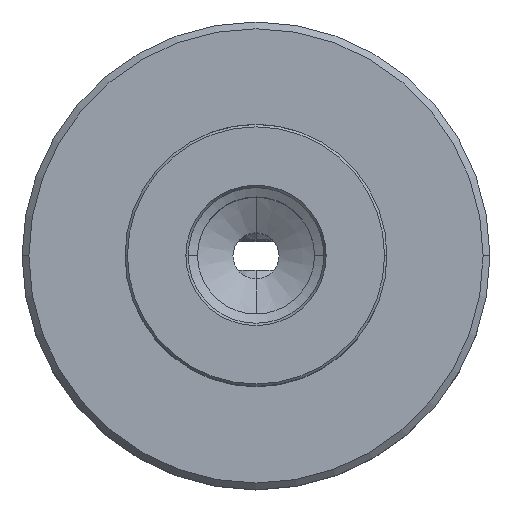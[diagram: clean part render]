
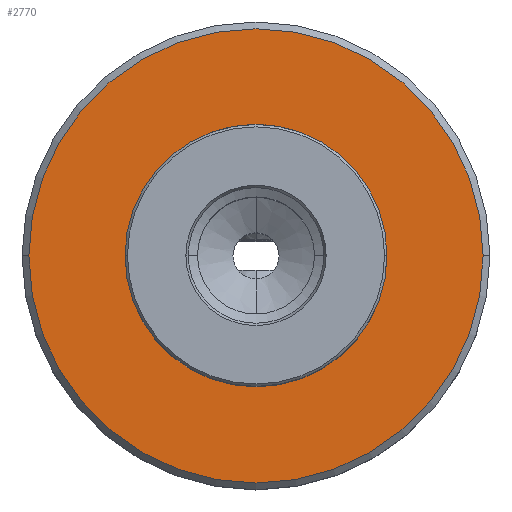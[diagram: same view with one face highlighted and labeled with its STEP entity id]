
A CAD part, top view. The second image highlights one B-rep face of the part: STEP entity #2770.
In plain terms, the highlighted planar face has unit normal (0, 0, 1).
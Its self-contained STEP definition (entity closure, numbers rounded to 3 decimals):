
#2006=VERTEX_POINT('NONE',#5439);
#2088=EDGE_CURVE('NONE',#2006,#2276,#5526,.T.);
#2276=VERTEX_POINT('NONE',#5739);
#2770=ADVANCED_FACE('NONE',(#6291,#6292),#6293,.F.);
#3662=EDGE_CURVE('NONE',#4124,#5060,#7283,.T.);
#3964=EDGE_CURVE('NONE',#2276,#2006,#7634,.T.);
#4124=VERTEX_POINT('NONE',#7805);
#4814=EDGE_CURVE('NONE',#5060,#4124,#8551,.T.);
#5060=VERTEX_POINT('NONE',#8825);
#5439=CARTESIAN_POINT('',(-24.275,0.,0.0));
#5526=CIRCLE('',#10049,24.275);
#5739=CARTESIAN_POINT('',(24.275,0.,0.0));
#6291=FACE_OUTER_BOUND('',#12078,.T.);
#6292=FACE_BOUND('',#12079,.T.);
#6293=PLANE('',#12080);
#7283=CIRCLE('',#14364,13.9);
#7634=CIRCLE('',#15336,24.275);
#7805=CARTESIAN_POINT('',(13.9,0.,0.));
#8551=CIRCLE('',#17812,13.9);
#8825=CARTESIAN_POINT('',(-13.9,0.,0.));
#10049=AXIS2_PLACEMENT_3D('',#19105,#19106,#19107);
#12078=EDGE_LOOP('',(#19929,#19930));
#12079=EDGE_LOOP('',(#19931,#19932));
#12080=AXIS2_PLACEMENT_3D('',#19933,#19934,#19935);
#14364=AXIS2_PLACEMENT_3D('',#20967,#20968,#20969);
#15336=AXIS2_PLACEMENT_3D('',#21450,#21451,#21452);
#17812=AXIS2_PLACEMENT_3D('',#22198,#22199,#22200);
#19105=CARTESIAN_POINT('',(0.0,0.0,0.0));
#19106=DIRECTION('',(-0.0,0.0,1.0));
#19107=DIRECTION('',(0.0,-1.0,0.0));
#19929=ORIENTED_EDGE('',*,*,#2088,.T.);
#19930=ORIENTED_EDGE('',*,*,#3964,.T.);
#19931=ORIENTED_EDGE('',*,*,#3662,.T.);
#19932=ORIENTED_EDGE('',*,*,#4814,.T.);
#19933=CARTESIAN_POINT('',(0.0,0.0,0.0));
#19934=DIRECTION('',(0.0,0.0,-1.0));
#19935=DIRECTION('',(-1.0,0.0,0.0));
#20967=CARTESIAN_POINT('',(0.0,0.0,0.0));
#20968=DIRECTION('',(0.0,0.0,-1.0));
#20969=DIRECTION('',(0.0,1.0,0.0));
#21450=CARTESIAN_POINT('',(0.0,0.0,0.0));
#21451=DIRECTION('',(-0.0,0.0,1.0));
#21452=DIRECTION('',(0.0,-1.0,0.0));
#22198=CARTESIAN_POINT('',(0.0,0.0,0.0));
#22199=DIRECTION('',(0.0,0.0,-1.0));
#22200=DIRECTION('',(0.0,1.0,0.0));
